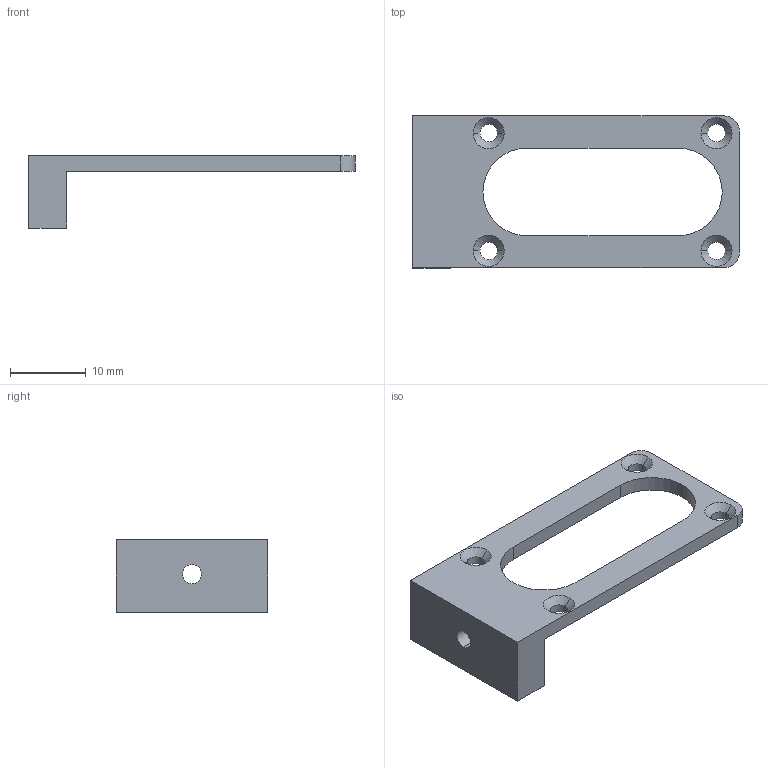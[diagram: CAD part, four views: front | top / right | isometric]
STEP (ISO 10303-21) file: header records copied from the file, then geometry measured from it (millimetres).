
FILE_DESCRIPTION (( 'STEP AP214' ), '1' );
FILE_NAME ('push_cover_V7.STEP', '2018-07-09T07:24:03', ( '' ), ( '' ), 'SwSTEP 2.0', 'SolidWorks 2018', '' );
FILE_SCHEMA (( 'AUTOMOTIVE_DESIGN' ));
Length unit declared in the file: millimetre
Products named in the file (1): push_cover_V7
Bounding box: 43 x 20 x 9.5 mm (x, y, z)
Volume: 1726.3 mm3; surface area: 1867.6 mm2
Topology: 1 solids, 1 shells, 33 faces, 85 edges, 54 vertices
Faces by surface type: cylinder 15, plane 10, cone 8
Entity records: 1093 total; most frequent: DIRECTION 191, CARTESIAN_POINT 173, ORIENTED_EDGE 170, EDGE_CURVE 85, AXIS2_PLACEMENT_3D 72, VERTEX_POINT 54, VECTOR 47, LINE 47
